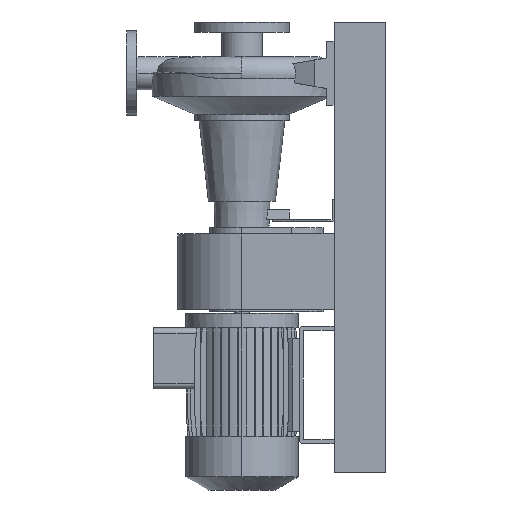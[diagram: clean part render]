
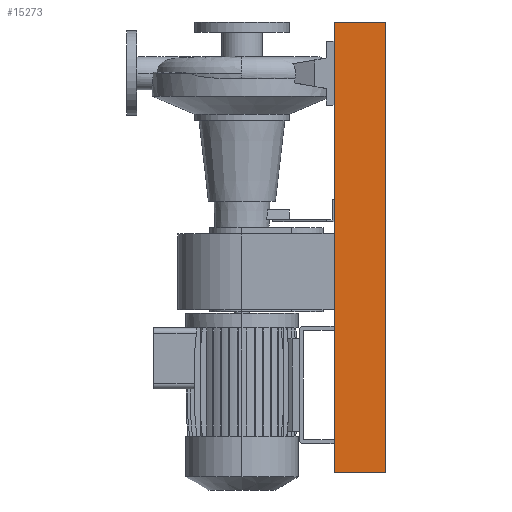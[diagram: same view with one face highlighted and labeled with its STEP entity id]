
A CAD part, left-side view. The second image highlights one B-rep face of the part: STEP entity #15273.
In plain terms, the highlighted planar face has unit normal (-1, 0, 0).
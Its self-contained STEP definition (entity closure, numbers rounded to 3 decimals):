
#50 = PLANE ( 'NONE',  #2395 ) ;
#382 = CARTESIAN_POINT ( 'NONE',  ( -175., -50., 440. ) ) ;
#434 = EDGE_CURVE ( 'NONE', #7952, #16145, #20016, .T. ) ;
#1287 = DIRECTION ( 'NONE',  ( 0., 0., 1. ) ) ;
#2141 = CARTESIAN_POINT ( 'NONE',  ( -175., -50., 440. ) ) ;
#2395 = AXIS2_PLACEMENT_3D ( 'NONE', #15789, #3461, #6360 ) ;
#2513 = LINE ( 'NONE', #2141, #4084 ) ;
#3398 = DIRECTION ( 'NONE',  ( 0., -1., 0. ) ) ;
#3461 = DIRECTION ( 'NONE',  ( -1., 0., 0. ) ) ;
#3972 = LINE ( 'NONE', #16396, #8529 ) ;
#4084 = VECTOR ( 'NONE', #3398, 1000. ) ;
#4985 = CARTESIAN_POINT ( 'NONE',  ( -175., 50., -440. ) ) ;
#5078 = CARTESIAN_POINT ( 'NONE',  ( -175., -50., -440. ) ) ;
#6360 = DIRECTION ( 'NONE',  ( 0., 0., 1. ) ) ;
#6561 = FACE_OUTER_BOUND ( 'NONE', #10861, .T. ) ;
#7028 = VECTOR ( 'NONE', #1287, 1000. ) ;
#7577 = LINE ( 'NONE', #16589, #13597 ) ;
#7656 = EDGE_CURVE ( 'NONE', #7952, #17019, #3972, .T. ) ;
#7952 = VERTEX_POINT ( 'NONE', #15869 ) ;
#8529 = VECTOR ( 'NONE', #8809, 1000. ) ;
#8809 = DIRECTION ( 'NONE',  ( 0., -1., 0. ) ) ;
#9272 = CARTESIAN_POINT ( 'NONE',  ( -175., 50., 440. ) ) ;
#10861 = EDGE_LOOP ( 'NONE', ( #18878, #14178, #17367, #13972 ) ) ;
#13597 = VECTOR ( 'NONE', #18447, 1000. ) ;
#13925 = VERTEX_POINT ( 'NONE', #382 ) ;
#13972 = ORIENTED_EDGE ( 'NONE', *, *, #14478, .T. ) ;
#14178 = ORIENTED_EDGE ( 'NONE', *, *, #434, .F. ) ;
#14478 = EDGE_CURVE ( 'NONE', #17019, #13925, #7577, .T. ) ;
#15273 = ADVANCED_FACE ( 'NONE', ( #6561 ), #50, .T. ) ;
#15789 = CARTESIAN_POINT ( 'NONE',  ( -175., -50., -440. ) ) ;
#15869 = CARTESIAN_POINT ( 'NONE',  ( -175., 50., -440. ) ) ;
#16145 = VERTEX_POINT ( 'NONE', #9272 ) ;
#16396 = CARTESIAN_POINT ( 'NONE',  ( -175., -50., -440. ) ) ;
#16401 = EDGE_CURVE ( 'NONE', #16145, #13925, #2513, .T. ) ;
#16589 = CARTESIAN_POINT ( 'NONE',  ( -175., -50., -440. ) ) ;
#17019 = VERTEX_POINT ( 'NONE', #5078 ) ;
#17367 = ORIENTED_EDGE ( 'NONE', *, *, #7656, .T. ) ;
#18447 = DIRECTION ( 'NONE',  ( 0., 0., 1. ) ) ;
#18878 = ORIENTED_EDGE ( 'NONE', *, *, #16401, .F. ) ;
#20016 = LINE ( 'NONE', #4985, #7028 ) ;
